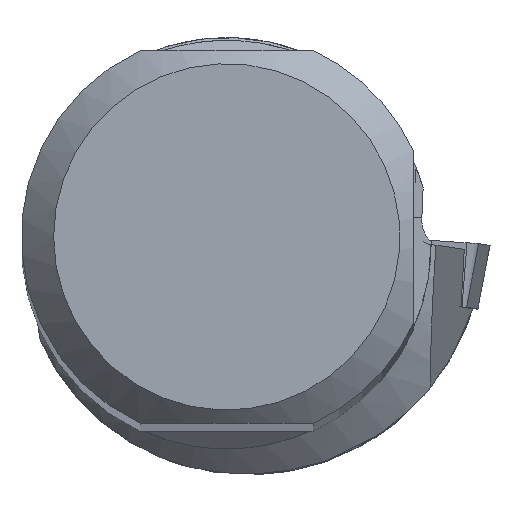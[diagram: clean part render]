
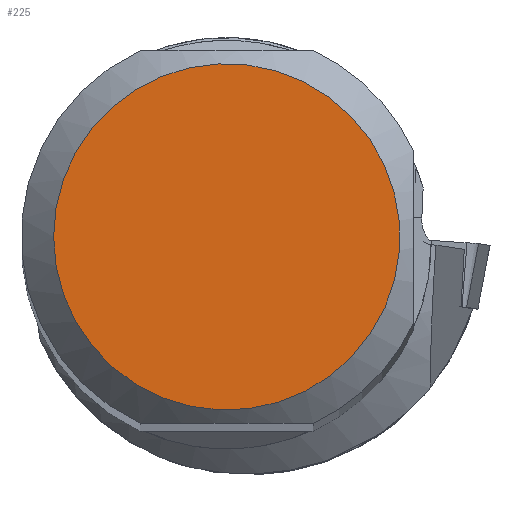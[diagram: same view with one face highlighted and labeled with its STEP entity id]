
A CAD part, top view. The second image highlights one B-rep face of the part: STEP entity #225.
In plain terms, the highlighted planar face has unit normal (0, 0, 1).
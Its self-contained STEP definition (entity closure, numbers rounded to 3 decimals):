
#167=FACE_OUTER_BOUND('',#483,.T.);
#225=ADVANCED_FACE('CU_SU_BP3',(#167),#269,.T.);
#269=PLANE('',#1292);
#483=EDGE_LOOP('',(#682));
#682=ORIENTED_EDGE('',*,*,#1043,.F.);
#915=VERTEX_POINT('',#2096);
#1043=EDGE_CURVE('',#915,#915,#1112,.T.);
#1112=CIRCLE('',#1291,10.691);
#1291=AXIS2_PLACEMENT_3D('',#2095,#1555,#1556);
#1292=AXIS2_PLACEMENT_3D('',#2097,#1557,#1558);
#1555=DIRECTION('',(0.,0.,-1.));
#1556=DIRECTION('',(-1.,0.,0.));
#1557=DIRECTION('',(0.,0.,1.));
#1558=DIRECTION('',(-1.,0.,0.));
#2095=CARTESIAN_POINT('',(0.,0.,0.));
#2096=CARTESIAN_POINT('',(-10.691,0.,0.));
#2097=CARTESIAN_POINT('',(0.,0.,0.));
